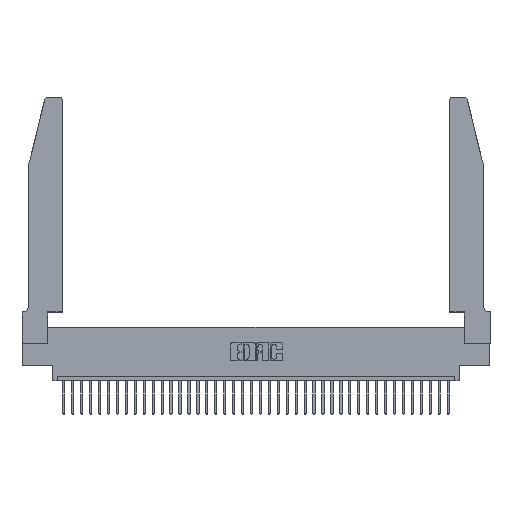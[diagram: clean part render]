
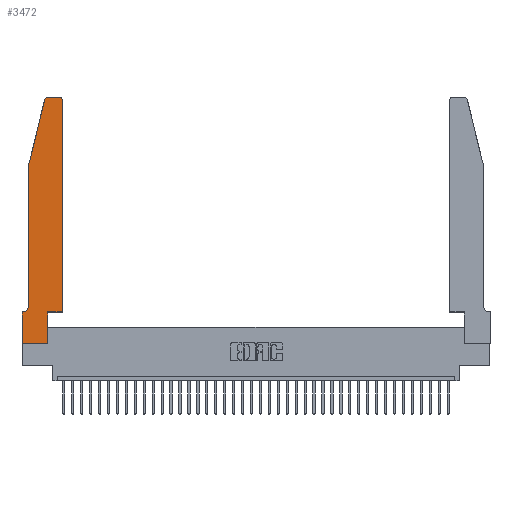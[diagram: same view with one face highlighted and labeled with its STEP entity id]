
A CAD part, top view. The second image highlights one B-rep face of the part: STEP entity #3472.
In plain terms, the highlighted planar face has unit normal (0, 0, 1).
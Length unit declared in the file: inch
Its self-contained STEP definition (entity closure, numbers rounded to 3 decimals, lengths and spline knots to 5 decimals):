
#496 = VECTOR ( 'NONE', #33707, 39.37008 ) ;
#589 = EDGE_CURVE ( 'NONE', #22139, #8943, #7751, .T. ) ;
#1173 = ORIENTED_EDGE ( 'NONE', *, *, #33846, .T. ) ;
#1273 = CARTESIAN_POINT ( 'NONE',  ( 0.0055, 0.35, 0.37 ) ) ;
#1307 = DIRECTION ( 'NONE',  ( -0.239, -0.971, 0. ) ) ;
#2010 = CARTESIAN_POINT ( 'NONE',  ( 0.0055, 0.42, 0.37 ) ) ;
#2733 = CARTESIAN_POINT ( 'NONE',  ( 0.4505, 0.35, 0.37 ) ) ;
#2879 = CARTESIAN_POINT ( 'NONE',  ( 0.4505, 0.35, 0.37 ) ) ;
#3120 = PLANE ( 'NONE',  #29488 ) ;
#3346 = DIRECTION ( 'NONE',  ( 0., 0., 1. ) ) ;
#3359 = EDGE_CURVE ( 'NONE', #34311, #29353, #12842, .T. ) ;
#3472 = ADVANCED_FACE ( 'NONE', ( #20144 ), #3120, .T. ) ;
#3539 = LINE ( 'NONE', #9538, #31871 ) ;
#3774 = EDGE_CURVE ( 'NONE', #11427, #18414, #34741, .T. ) ;
#3843 = DIRECTION ( 'NONE',  ( -1., 0., 0. ) ) ;
#5282 = ORIENTED_EDGE ( 'NONE', *, *, #29396, .T. ) ;
#5944 = CARTESIAN_POINT ( 'NONE',  ( 0.284, 2.72, 0.37 ) ) ;
#6158 = LINE ( 'NONE', #21836, #10725 ) ;
#6386 = CARTESIAN_POINT ( 'NONE',  ( 0.4505, 2.72, 0.37 ) ) ;
#6586 = VECTOR ( 'NONE', #23406, 39.37008 ) ;
#7450 = ORIENTED_EDGE ( 'NONE', *, *, #589, .T. ) ;
#7751 = CIRCLE ( 'NONE', #24314, 0.03 ) ;
#8099 = DIRECTION ( 'NONE',  ( -1., 0., 0. ) ) ;
#8723 = DIRECTION ( 'NONE',  ( 0., 0., 1. ) ) ;
#8755 = DIRECTION ( 'NONE',  ( 0., 0., 1. ) ) ;
#8904 = AXIS2_PLACEMENT_3D ( 'NONE', #2010, #28391, #8099 ) ;
#8943 = VERTEX_POINT ( 'NONE', #22996 ) ;
#9529 = VERTEX_POINT ( 'NONE', #13006 ) ;
#9538 = CARTESIAN_POINT ( 'NONE',  ( 0.2605, 2.75, 0.37 ) ) ;
#10346 = CARTESIAN_POINT ( 'NONE',  ( 0.0755, 0.42, 0.37 ) ) ;
#10725 = VECTOR ( 'NONE', #36635, 39.37008 ) ;
#11215 = VECTOR ( 'NONE', #14460, 39.37008 ) ;
#11390 = CARTESIAN_POINT ( 'NONE',  ( 0.0755, 2., 0.37 ) ) ;
#11427 = VERTEX_POINT ( 'NONE', #21860 ) ;
#11549 = EDGE_CURVE ( 'NONE', #18173, #9529, #6158, .T. ) ;
#12014 = CARTESIAN_POINT ( 'NONE',  ( 0., 0.35, 0.37 ) ) ;
#12113 = ORIENTED_EDGE ( 'NONE', *, *, #24667, .T. ) ;
#12842 = LINE ( 'NONE', #34135, #27003 ) ;
#13006 = CARTESIAN_POINT ( 'NONE',  ( 0.2865, 0.35, 0.37 ) ) ;
#13302 = CARTESIAN_POINT ( 'NONE',  ( 0., 0., 0.37 ) ) ;
#14170 = LINE ( 'NONE', #36609, #23266 ) ;
#14460 = DIRECTION ( 'NONE',  ( 1., 0., 0. ) ) ;
#14468 = EDGE_CURVE ( 'NONE', #18414, #20540, #14170, .T. ) ;
#14680 = CARTESIAN_POINT ( 'NONE',  ( 0., 0., 0.37 ) ) ;
#14962 = VECTOR ( 'NONE', #34315, 39.37008 ) ;
#15062 = AXIS2_PLACEMENT_3D ( 'NONE', #5944, #8723, #26335 ) ;
#16044 = LINE ( 'NONE', #13302, #496 ) ;
#16902 = EDGE_CURVE ( 'NONE', #22289, #34311, #33419, .T. ) ;
#17662 = DIRECTION ( 'NONE',  ( 1., 0., 0. ) ) ;
#18173 = VERTEX_POINT ( 'NONE', #18196 ) ;
#18196 = CARTESIAN_POINT ( 'NONE',  ( 0.2865, 0., 0.37 ) ) ;
#18414 = VERTEX_POINT ( 'NONE', #30079 ) ;
#19283 = EDGE_CURVE ( 'NONE', #8943, #11427, #3539, .T. ) ;
#20144 = FACE_OUTER_BOUND ( 'NONE', #23831, .T. ) ;
#20540 = VERTEX_POINT ( 'NONE', #11390 ) ;
#21836 = CARTESIAN_POINT ( 'NONE',  ( 0.2865, 0.35, 0.37 ) ) ;
#21860 = CARTESIAN_POINT ( 'NONE',  ( 0.284, 2.75, 0.37 ) ) ;
#22020 = LINE ( 'NONE', #36936, #26569 ) ;
#22139 = VERTEX_POINT ( 'NONE', #6386 ) ;
#22289 = VERTEX_POINT ( 'NONE', #10346 ) ;
#22371 = ORIENTED_EDGE ( 'NONE', *, *, #19283, .T. ) ;
#22805 = ORIENTED_EDGE ( 'NONE', *, *, #3774, .T. ) ;
#22996 = CARTESIAN_POINT ( 'NONE',  ( 0.4205, 2.75, 0.37 ) ) ;
#23041 = LINE ( 'NONE', #2879, #6586 ) ;
#23213 = ORIENTED_EDGE ( 'NONE', *, *, #3359, .T. ) ;
#23266 = VECTOR ( 'NONE', #1307, 39.37008 ) ;
#23406 = DIRECTION ( 'NONE',  ( 0., 1., 0. ) ) ;
#23635 = DIRECTION ( 'NONE',  ( 1., 0., 0. ) ) ;
#23831 = EDGE_LOOP ( 'NONE', ( #22371, #22805, #26975, #1173, #35172, #23213, #25590, #5282, #33255, #32157, #12113, #7450 ) ) ;
#24314 = AXIS2_PLACEMENT_3D ( 'NONE', #37779, #8755, #17662 ) ;
#24667 = EDGE_CURVE ( 'NONE', #33433, #22139, #23041, .T. ) ;
#25590 = ORIENTED_EDGE ( 'NONE', *, *, #32219, .T. ) ;
#26335 = DIRECTION ( 'NONE',  ( 1., 0., 0. ) ) ;
#26395 = LINE ( 'NONE', #27701, #14962 ) ;
#26569 = VECTOR ( 'NONE', #28164, 39.37008 ) ;
#26975 = ORIENTED_EDGE ( 'NONE', *, *, #14468, .T. ) ;
#27003 = VECTOR ( 'NONE', #29530, 39.37008 ) ;
#27701 = CARTESIAN_POINT ( 'NONE',  ( 0.0755, 2., 0.37 ) ) ;
#28164 = DIRECTION ( 'NONE',  ( 1., 0., 0. ) ) ;
#28391 = DIRECTION ( 'NONE',  ( 0., 0., -1. ) ) ;
#29353 = VERTEX_POINT ( 'NONE', #31572 ) ;
#29396 = EDGE_CURVE ( 'NONE', #33367, #18173, #34020, .T. ) ;
#29488 = AXIS2_PLACEMENT_3D ( 'NONE', #12014, #3346, #23635 ) ;
#29530 = DIRECTION ( 'NONE',  ( -1., 0., 0. ) ) ;
#30079 = CARTESIAN_POINT ( 'NONE',  ( 0.25487, 2.72718, 0.37 ) ) ;
#31572 = CARTESIAN_POINT ( 'NONE',  ( 0., 0.35, 0.37 ) ) ;
#31742 = EDGE_CURVE ( 'NONE', #9529, #33433, #22020, .T. ) ;
#31871 = VECTOR ( 'NONE', #3843, 39.37008 ) ;
#32157 = ORIENTED_EDGE ( 'NONE', *, *, #31742, .T. ) ;
#32219 = EDGE_CURVE ( 'NONE', #29353, #33367, #16044, .T. ) ;
#33255 = ORIENTED_EDGE ( 'NONE', *, *, #11549, .T. ) ;
#33367 = VERTEX_POINT ( 'NONE', #33986 ) ;
#33419 = CIRCLE ( 'NONE', #8904, 0.07 ) ;
#33433 = VERTEX_POINT ( 'NONE', #2733 ) ;
#33707 = DIRECTION ( 'NONE',  ( 0., -1., 0. ) ) ;
#33846 = EDGE_CURVE ( 'NONE', #20540, #22289, #26395, .T. ) ;
#33986 = CARTESIAN_POINT ( 'NONE',  ( 0., 0., 0.37 ) ) ;
#34020 = LINE ( 'NONE', #14680, #11215 ) ;
#34135 = CARTESIAN_POINT ( 'NONE',  ( 0.0755, 0.35, 0.37 ) ) ;
#34311 = VERTEX_POINT ( 'NONE', #1273 ) ;
#34315 = DIRECTION ( 'NONE',  ( 0., -1., 0. ) ) ;
#34741 = CIRCLE ( 'NONE', #15062, 0.03 ) ;
#35172 = ORIENTED_EDGE ( 'NONE', *, *, #16902, .T. ) ;
#36609 = CARTESIAN_POINT ( 'NONE',  ( 0.0755, 2., 0.37 ) ) ;
#36635 = DIRECTION ( 'NONE',  ( 0., 1., 0. ) ) ;
#36936 = CARTESIAN_POINT ( 'NONE',  ( 0.4505, 0.35, 0.37 ) ) ;
#37779 = CARTESIAN_POINT ( 'NONE',  ( 0.4205, 2.72, 0.37 ) ) ;
